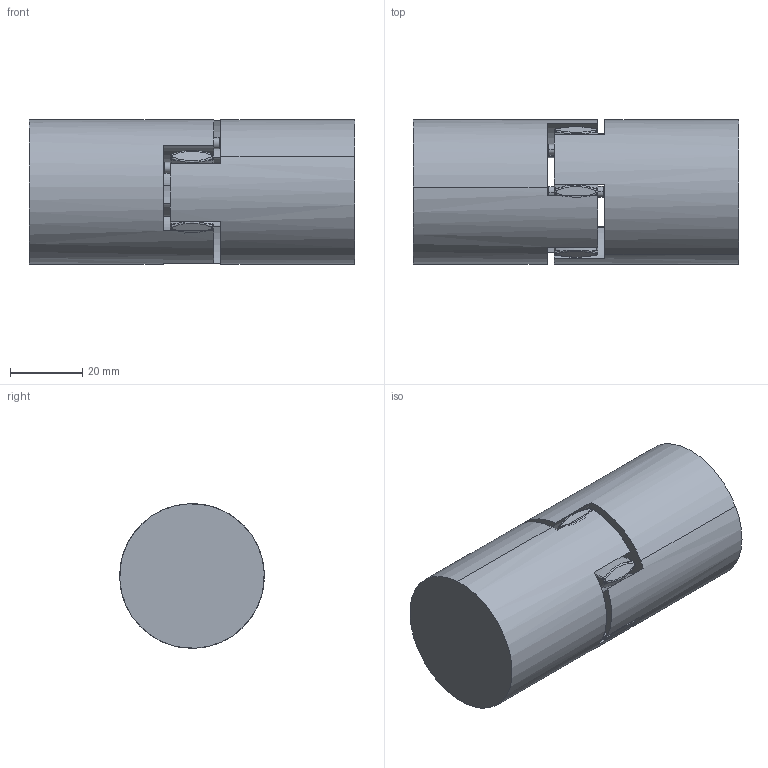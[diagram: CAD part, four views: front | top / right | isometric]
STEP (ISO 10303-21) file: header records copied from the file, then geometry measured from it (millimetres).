
FILE_DESCRIPTION((''),'2;1');
FILE_NAME('CJ19-24-2BX_ASM','2013-02-28T',('ppetruska'),(''),'PRO/ENGINEER BY PARAMETRIC TECHNOLOGY CORPORATION, 2012480','PRO/ENGINEER BY PARAMETRIC TECHNOLOGY CORPORATION, 2012480','');
FILE_SCHEMA(('CONFIG_CONTROL_DESIGN'));
Length unit declared in the file: millimetre
Products named in the file (3): CJ19-24-HUB-BX; CJ19-SPIDER; CJ19-24-2BX_ASM
Assembly tree (3 placements, depth 2):
  CJ19-24-2BX_ASM
    CJ19-24-HUB-BX  x2
    CJ19-SPIDER
Bounding box: 90 x 40 x 40 mm (x, y, z)
Volume: 105511.2 mm3; surface area: 21276.3 mm2
Topology: 3 solids, 3 shells, 271 faces, 609 edges, 350 vertices
Faces by surface type: bspline 151, cylinder 96, plane 24
Entity records: 16711 total; most frequent: CARTESIAN_POINT 12241, ORIENTED_EDGE 1134, DIRECTION 574, EDGE_CURVE 567, B_SPLINE_CURVE_WITH_KNOTS 340, VERTEX_POINT 322, EDGE_LOOP 263, FACE_OUTER_BOUND 255
